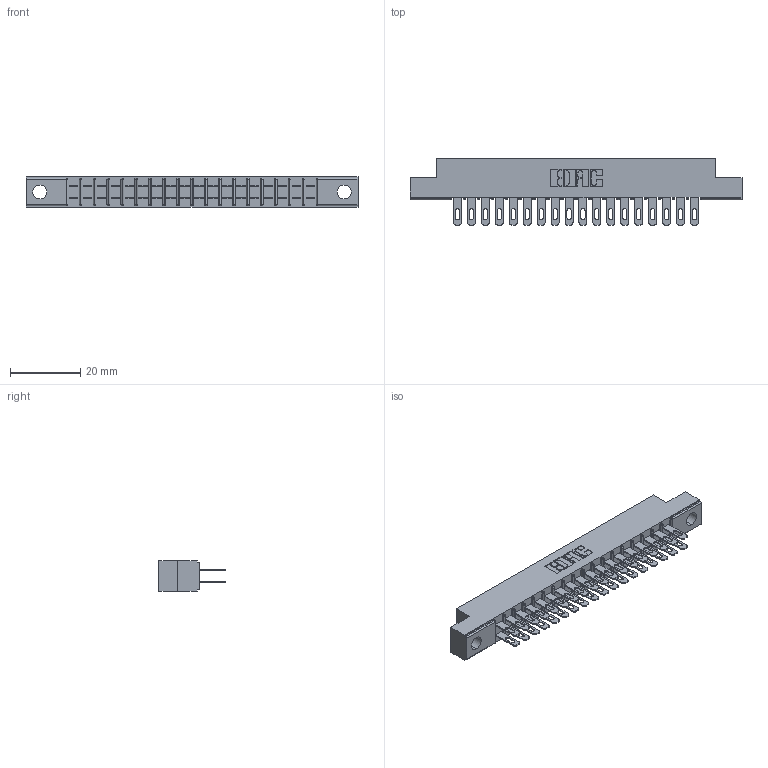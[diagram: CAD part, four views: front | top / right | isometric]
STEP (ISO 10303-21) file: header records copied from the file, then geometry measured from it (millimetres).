
FILE_DESCRIPTION (( 'STEP AP203' ), '1' );
FILE_NAME ('315-036-500-204.STEP', '2019-09-10T16:04:48', ( '' ), ( '' ), 'SwSTEP 2.0', 'SolidWorks 2016', '' );
FILE_SCHEMA (( 'CONFIG_CONTROL_DESIGN' ));
Length unit declared in the file: inch
Products named in the file (3): 305 Part_.156 Dia; 315-036-500-204; 305-290-001_500
Assembly tree (37 placements, depth 2):
  315-036-500-204
    305 Part_.156 Dia
    305-290-001_500  x36
Bounding box: 94.34 x 18.85 x 8.71 mm (x, y, z)
Volume: 5931.7 mm3; surface area: 11491.2 mm2
Topology: 37 solids, 37 shells, 1930 faces, 5518 edges, 3580 vertices
Faces by surface type: plane 1090, cylinder 768, sphere 72
Entity records: 22851 total; most frequent: CARTESIAN_POINT 3786, ORIENTED_EDGE 3752, DIRECTION 3676, EDGE_CURVE 1876, LINE 1496, VECTOR 1496, VERTEX_POINT 1200, AXIS2_PLACEMENT_3D 1090
